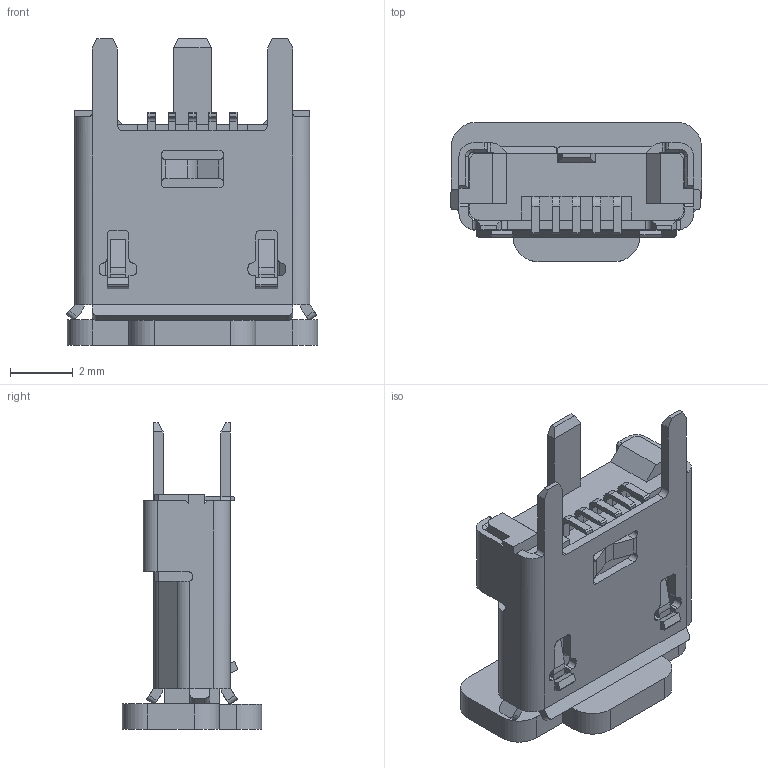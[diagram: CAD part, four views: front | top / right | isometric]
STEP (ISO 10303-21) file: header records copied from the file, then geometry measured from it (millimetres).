
FILE_DESCRIPTION(('FreeCAD Model'),'2;1');
FILE_NAME('SOLID.step', '2017-06-10T14:49:01',('kicad StepUp'),('ksu MCAD'), 'Open CASCADE STEP processor 6.8','FreeCAD','Unknown');
FILE_SCHEMA(('AUTOMOTIVE_DESIGN_CC2 { 1 2 10303 214 -1 1 5 4 }'));
Length unit declared in the file: millimetre
Products named in the file (2): ASSEMBLY; SOLID
Assembly tree (1 placements, depth 2):
  ASSEMBLY
    SOLID
Bounding box: 8.03 x 4.45 x 9.8 mm (x, y, z)
Volume: 125.6 mm3; surface area: 413.1 mm2
Topology: 1 solids, 1 shells, 371 faces, 1094 edges, 707 vertices
Faces by surface type: plane 254, cylinder 115, cone 2
Entity records: 12469 total; most frequent: CARTESIAN_POINT 2368, ORIENTED_EDGE 2188, DIRECTION 2036, EDGE_CURVE 1094, LINE 818, VECTOR 818, VERTEX_POINT 707, AXIS2_PLACEMENT_3D 609
